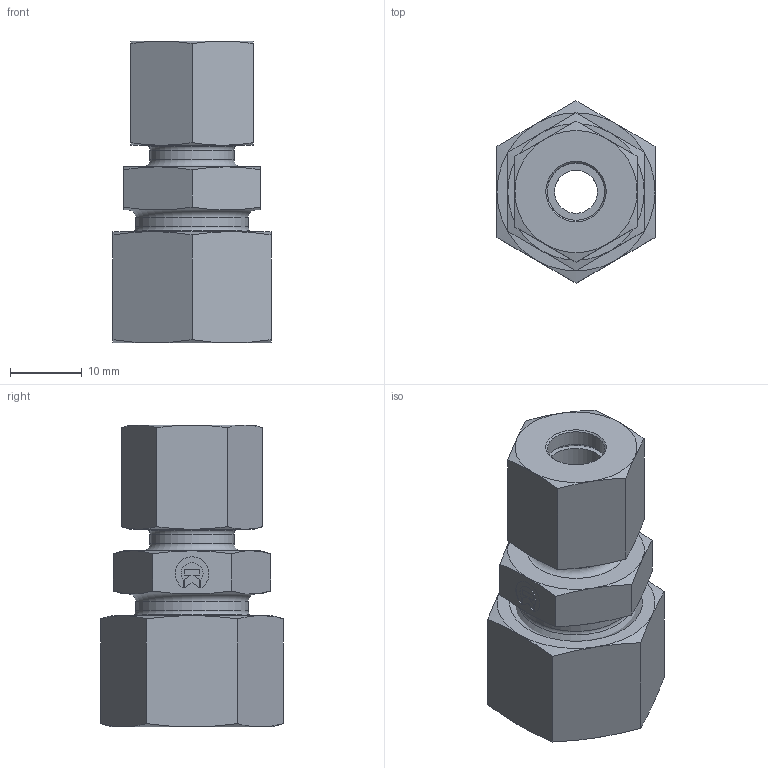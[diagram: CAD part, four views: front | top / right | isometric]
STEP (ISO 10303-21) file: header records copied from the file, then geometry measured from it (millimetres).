
FILE_DESCRIPTION((''),'2;1');
FILE_NAME('32412081814.stp','2014-08-15T16:18:09',(''),('KNOMI spol. s r. o.'),'Autodesk Inventor 2012','Autodesk Inventor 2012','');
FILE_SCHEMA(('AUTOMOTIVE_DESIGN { 1 2 10303 214 0 1 1 1 }'));
Length unit declared in the file: millimetre
Products named in the file (6): PSR2K 12/8L  M18/M14; 314 1208 1814; 3910814; 40108; 3911218; 40112
Assembly tree (5 placements, depth 2):
  PSR2K 12/8L  M18/M14
    314 1208 1814
    3910814
    40108
    3911218
    40112
Bounding box: 22.01 x 25.4 x 42 mm (x, y, z)
Volume: 10418.7 mm3; surface area: 8388.6 mm2
Topology: 5 solids, 5 shells, 147 faces, 340 edges, 219 vertices
Faces by surface type: plane 62, cone 57, cylinder 22, torus 6
Full cylindrical faces by diameter (mm): 6 x1, 8 x3, 10 x2, 11.7 x1, 12 x4, 12.376 x1, 14 x1, 14.3 x1, 15.7 x1, 16 x1, 16.376 x1, 18 x1
Entity records: 4077 total; most frequent: CARTESIAN_POINT 782, DIRECTION 626, ORIENTED_EDGE 548, EDGE_CURVE 274, AXIS2_PLACEMENT_3D 258, EDGE_LOOP 210, VERTEX_POINT 190, STYLED_ITEM 160
